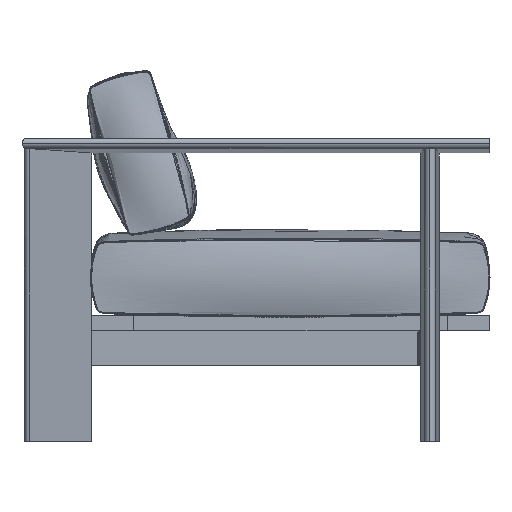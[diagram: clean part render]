
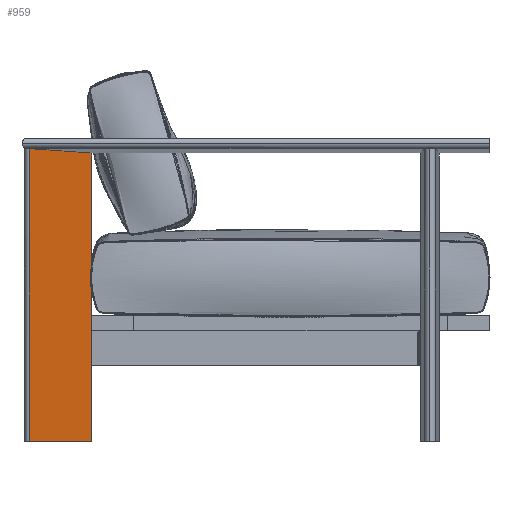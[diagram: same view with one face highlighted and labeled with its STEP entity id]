
A CAD part, left-side view. The second image highlights one B-rep face of the part: STEP entity #959.
In plain terms, the highlighted planar face has unit normal (-0.991, 0.133, 0).
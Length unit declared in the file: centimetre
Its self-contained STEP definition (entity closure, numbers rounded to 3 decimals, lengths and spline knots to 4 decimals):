
#959=ADVANCED_FACE('',(#1240),#4429,.T.);
#1240=FACE_OUTER_BOUND('',#1521,.T.);
#1521=EDGE_LOOP('',(#2458,#2459,#2460,#2461));
#2458=ORIENTED_EDGE('',*,*,#3182,.T.);
#2459=ORIENTED_EDGE('',*,*,#3163,.T.);
#2460=ORIENTED_EDGE('',*,*,#3183,.F.);
#2461=ORIENTED_EDGE('',*,*,#3168,.F.);
#3163=EDGE_CURVE('',#4128,#4136,#3705,.T.);
#3168=EDGE_CURVE('',#4130,#4137,#3710,.T.);
#3182=EDGE_CURVE('',#4130,#4128,#3721,.T.);
#3183=EDGE_CURVE('',#4137,#4136,#3722,.T.);
#3705=B_SPLINE_CURVE_WITH_KNOTS('',1,(#58695,#58696),.UNSPECIFIED.,.F.,
 .F.,(2,2),(0.,542.5208),.UNSPECIFIED.);
#3710=B_SPLINE_CURVE_WITH_KNOTS('',1,(#58705,#58706),.UNSPECIFIED.,.F.,
 .F.,(2,2),(0.,589.2556),.UNSPECIFIED.);
#3721=B_SPLINE_CURVE_WITH_KNOTS('',1,(#58799,#58800),.UNSPECIFIED.,.F.,
 .F.,(2,2),(-106.6267,-20.301),.UNSPECIFIED.);
#3722=B_SPLINE_CURVE_WITH_KNOTS('',3,(#58801,#58802,#58803,#58804),
 .UNSPECIFIED.,.F.,.F.,(4,4),(6.0938,133.3406),
 .UNSPECIFIED.);
#4128=VERTEX_POINT('',#58681);
#4130=VERTEX_POINT('',#58683);
#4136=VERTEX_POINT('',#58689);
#4137=VERTEX_POINT('',#58690);
#4429=PLANE('',#4717);
#4717=AXIS2_PLACEMENT_3D('',#58680,#4989,$);
#4989=DIRECTION('',(-0.991,0.132,0.));
#58680=CARTESIAN_POINT('',(-95.3905,77.0414,-25.7449));
#58681=CARTESIAN_POINT('',(-94.995,80.,-22.225));
#58683=CARTESIAN_POINT('',(-93.3132,92.5809,-22.225));
#58689=CARTESIAN_POINT('',(-94.995,80.,35.8));
#58690=CARTESIAN_POINT('',(-93.3132,92.5809,36.7006));
#58695=CARTESIAN_POINT('',(-94.995,80.,-22.225));
#58696=CARTESIAN_POINT('',(-94.995,80.,35.8));
#58705=CARTESIAN_POINT('',(-93.3132,92.5809,-22.225));
#58706=CARTESIAN_POINT('',(-93.3132,92.5809,36.7006));
#58799=CARTESIAN_POINT('',(-93.3132,92.5809,-22.225));
#58800=CARTESIAN_POINT('',(-94.995,80.,-22.225));
#58801=CARTESIAN_POINT('',(-93.3132,92.5809,36.7006));
#58802=CARTESIAN_POINT('',(-93.8738,88.3872,36.4004));
#58803=CARTESIAN_POINT('',(-94.4344,84.1936,36.1002));
#58804=CARTESIAN_POINT('',(-94.995,80.,35.8));
